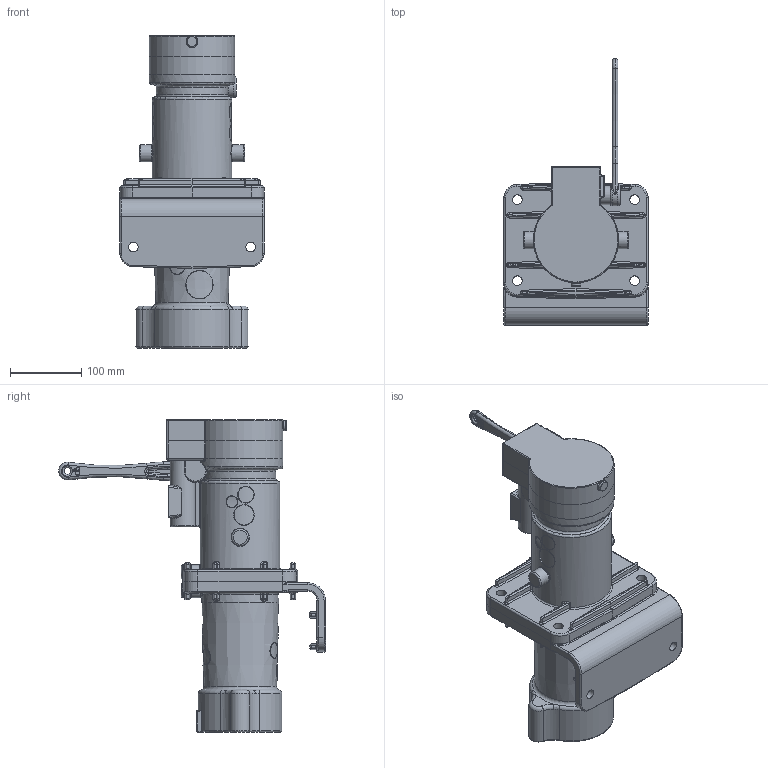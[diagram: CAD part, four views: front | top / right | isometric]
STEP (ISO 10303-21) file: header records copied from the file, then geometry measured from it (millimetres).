
FILE_DESCRIPTION(/* description */ (''),/* implementation_level */ '2;1');
FILE_NAME(/* name */ 'PL RGB + REC QR [Solid].stp',/* time_stamp */ '2022-10-04T12:45:41+10:00',/* author */ ('a.tao491'),/* organization */ (''),/* preprocessor_version */ 'ST-DEVELOPER v16.5',/* originating_system */ 'Autodesk Inventor 2017',/* authorisation */ '');
FILE_SCHEMA (('AUTOMOTIVE_DESIGN { 1 0 10303 214 3 1 1 }'));
Products named in the file (4): RS2510_SLD with QR 2525_SLD; 2729_SLD; 2525_SLD; 2531_SLD
Assembly tree (3 placements, depth 2):
  RS2510_SLD with QR 2525_SLD
    2729_SLD
    2525_SLD
    2531_SLD
Bounding box: 203 x 375.5 x 439 mm (x, y, z)
Volume: 5806391 mm3; surface area: 420002.1 mm2
Topology: 3 solids, 3 shells, 850 faces, 1947 edges, 1099 vertices
Faces by surface type: cylinder 309, bspline 197, plane 150, torus 146, sphere 34, cone 14
Full cylindrical faces by diameter (mm): 2.7 x4, 9.5 x1, 13.5 x10, 14 x1, 20 x1, 24 x2, 26.5 x1, 108 x1, 112 x1
Entity records: 56655 total; most frequent: CARTESIAN_POINT 38051, DIRECTION 3830, ORIENTED_EDGE 3690, EDGE_CURVE 1845, AXIS2_PLACEMENT_3D 1628, VERTEX_POINT 1072, EDGE_LOOP 943, FACE_OUTER_BOUND 850
